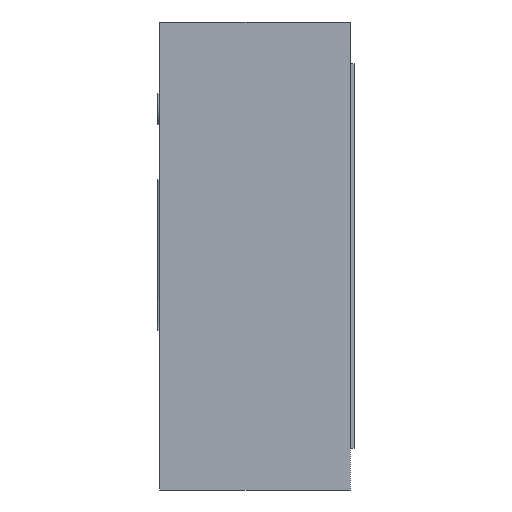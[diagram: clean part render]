
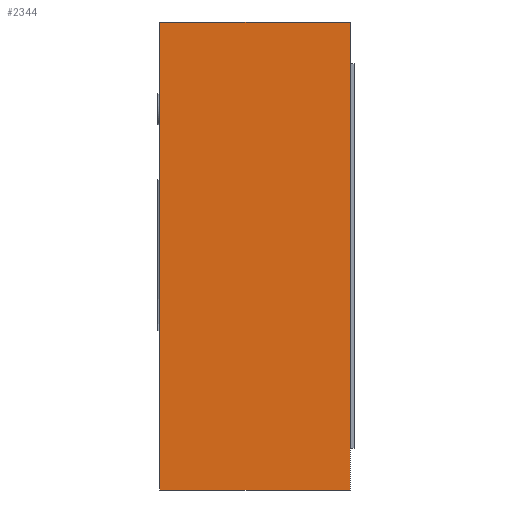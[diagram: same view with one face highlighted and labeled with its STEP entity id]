
A CAD part, left-side view. The second image highlights one B-rep face of the part: STEP entity #2344.
In plain terms, the highlighted planar face has unit normal (-1, 0, 0).
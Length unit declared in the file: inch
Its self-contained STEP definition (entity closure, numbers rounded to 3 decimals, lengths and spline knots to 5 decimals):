
#23 = VERTEX_POINT ( 'NONE', #2051 ) ;
#545 = CARTESIAN_POINT ( 'NONE',  ( 0., 0.096, -0.23622 ) ) ;
#839 = CARTESIAN_POINT ( 'NONE',  ( 0., 0.096, -0.23622 ) ) ;
#860 = CARTESIAN_POINT ( 'NONE',  ( 0., 0.096, 0. ) ) ;
#1084 = DIRECTION ( 'NONE',  ( 0., -1., 0. ) ) ;
#1720 = ORIENTED_EDGE ( 'NONE', *, *, #5788, .F. ) ;
#1853 = AXIS2_PLACEMENT_3D ( 'NONE', #2230, #1856, #4019 ) ;
#1856 = DIRECTION ( 'NONE',  ( -1., 0., 0. ) ) ;
#2051 = CARTESIAN_POINT ( 'NONE',  ( 0., 0., -0.23622 ) ) ;
#2201 = EDGE_CURVE ( 'NONE', #4191, #4309, #4420, .T. ) ;
#2224 = LINE ( 'NONE', #3082, #2399 ) ;
#2230 = CARTESIAN_POINT ( 'NONE',  ( 0., 0.096, 0. ) ) ;
#2344 = ADVANCED_FACE ( 'NONE', ( #4497 ), #5492, .T. ) ;
#2399 = VECTOR ( 'NONE', #3611, 39.37008 ) ;
#2623 = LINE ( 'NONE', #860, #5166 ) ;
#2833 = LINE ( 'NONE', #545, #4896 ) ;
#3082 = CARTESIAN_POINT ( 'NONE',  ( 0., 0., 0. ) ) ;
#3163 = DIRECTION ( 'NONE',  ( 0., 0., -1. ) ) ;
#3549 = CARTESIAN_POINT ( 'NONE',  ( 0., 0.096, 0. ) ) ;
#3611 = DIRECTION ( 'NONE',  ( 0., 0., -1. ) ) ;
#3814 = ORIENTED_EDGE ( 'NONE', *, *, #4445, .T. ) ;
#4019 = DIRECTION ( 'NONE',  ( 0., 0., 1. ) ) ;
#4191 = VERTEX_POINT ( 'NONE', #3549 ) ;
#4309 = VERTEX_POINT ( 'NONE', #5024 ) ;
#4420 = LINE ( 'NONE', #4946, #5022 ) ;
#4445 = EDGE_CURVE ( 'NONE', #5448, #23, #2833, .T. ) ;
#4497 = FACE_OUTER_BOUND ( 'NONE', #5359, .T. ) ;
#4896 = VECTOR ( 'NONE', #1084, 39.37008 ) ;
#4946 = CARTESIAN_POINT ( 'NONE',  ( 0., 0.096, 0. ) ) ;
#5022 = VECTOR ( 'NONE', #5755, 39.37008 ) ;
#5024 = CARTESIAN_POINT ( 'NONE',  ( 0., 0., 0. ) ) ;
#5166 = VECTOR ( 'NONE', #3163, 39.37008 ) ;
#5359 = EDGE_LOOP ( 'NONE', ( #1720, #5642, #5523, #3814 ) ) ;
#5448 = VERTEX_POINT ( 'NONE', #839 ) ;
#5492 = PLANE ( 'NONE',  #1853 ) ;
#5523 = ORIENTED_EDGE ( 'NONE', *, *, #5776, .T. ) ;
#5642 = ORIENTED_EDGE ( 'NONE', *, *, #2201, .F. ) ;
#5755 = DIRECTION ( 'NONE',  ( 0., -1., 0. ) ) ;
#5776 = EDGE_CURVE ( 'NONE', #4191, #5448, #2623, .T. ) ;
#5788 = EDGE_CURVE ( 'NONE', #4309, #23, #2224, .T. ) ;
